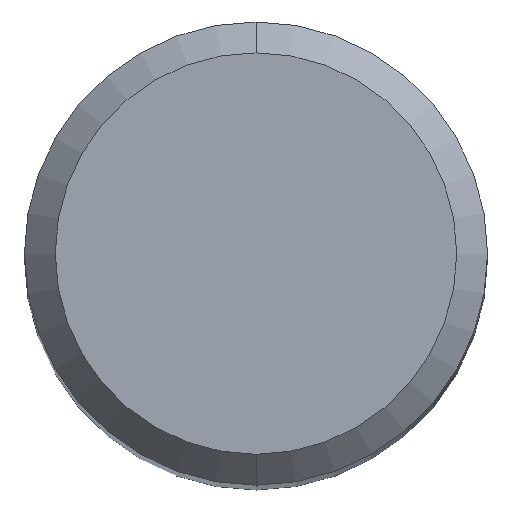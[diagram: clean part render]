
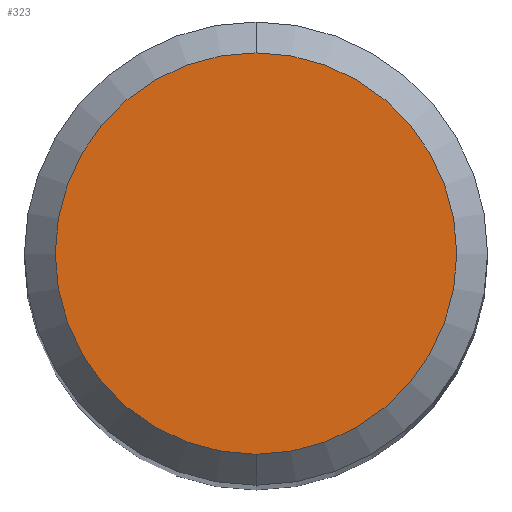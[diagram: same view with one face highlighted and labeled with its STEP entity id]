
A CAD part, top view. The second image highlights one B-rep face of the part: STEP entity #323.
In plain terms, the highlighted planar face has unit normal (0, 0, 1).
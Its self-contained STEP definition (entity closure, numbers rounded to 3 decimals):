
#263=EDGE_CURVE('',#351,#359,#631,.T.);
#323=ADVANCED_FACE('',(#697),#698,.T.);
#351=VERTEX_POINT('',#729);
#359=VERTEX_POINT('',#737);
#491=EDGE_CURVE('',#359,#351,#885,.T.);
#631=CIRCLE('',#1094,2.6);
#697=FACE_OUTER_BOUND('',#1180,.T.);
#698=PLANE('',#1181);
#729=CARTESIAN_POINT('',(0.0,2.6,0.0));
#737=CARTESIAN_POINT('',(0.,-2.6,0.0));
#885=CIRCLE('',#1544,2.6);
#1094=AXIS2_PLACEMENT_3D('',#1742,#1743,#1744);
#1180=EDGE_LOOP('',(#1824,#1825));
#1181=AXIS2_PLACEMENT_3D('',#1826,#1827,#1828);
#1544=AXIS2_PLACEMENT_3D('',#2036,#2037,#2038);
#1742=CARTESIAN_POINT('',(0.0,0.0,0.0));
#1743=DIRECTION('',(0.0,0.0,-1.0));
#1744=DIRECTION('',(0.0,1.0,0.0));
#1824=ORIENTED_EDGE('',*,*,#263,.F.);
#1825=ORIENTED_EDGE('',*,*,#491,.F.);
#1826=CARTESIAN_POINT('',(0.0,1.3,0.0));
#1827=DIRECTION('',(-0.0,0.0,1.0));
#1828=DIRECTION('',(0.0,-1.0,0.0));
#2036=CARTESIAN_POINT('',(0.0,0.0,0.0));
#2037=DIRECTION('',(0.0,0.0,-1.0));
#2038=DIRECTION('',(0.0,1.0,0.0));
